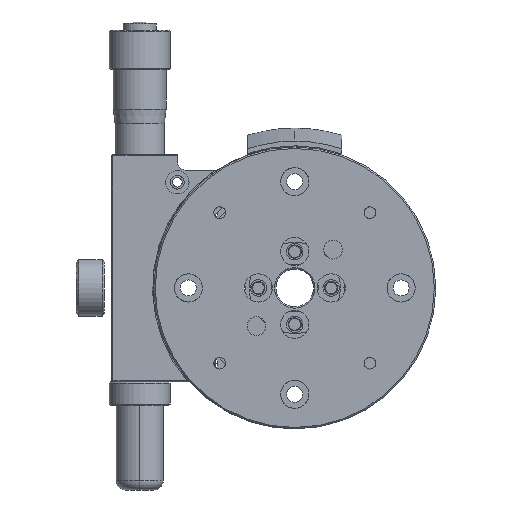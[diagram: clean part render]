
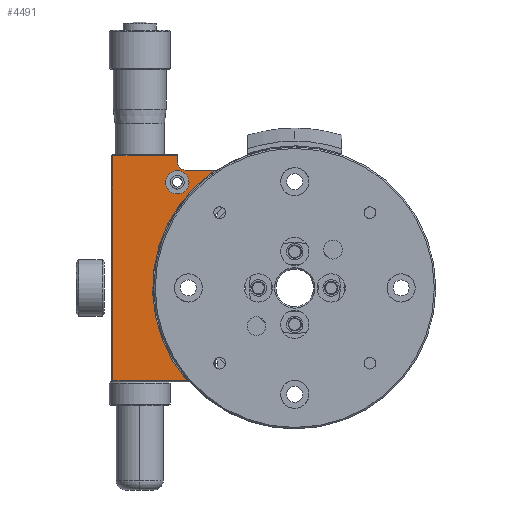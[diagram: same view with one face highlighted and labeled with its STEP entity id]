
A CAD part, front view. The second image highlights one B-rep face of the part: STEP entity #4491.
In plain terms, the highlighted planar face has unit normal (0, -1, 0).
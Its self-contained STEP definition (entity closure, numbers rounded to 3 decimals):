
#393 = EDGE_CURVE ( 'NONE', #2965, #10508, #7559, .T. ) ;
#467 = CIRCLE ( 'NONE', #3726, 2.5 ) ;
#468 = CARTESIAN_POINT ( 'NONE',  ( -40.203, -15.772, 70.3 ) ) ;
#546 = AXIS2_PLACEMENT_3D ( 'NONE', #2244, #9615, #9563 ) ;
#557 = VECTOR ( 'NONE', #701, 1000. ) ;
#701 = DIRECTION ( 'NONE',  ( 1., 0., 0. ) ) ;
#968 = EDGE_CURVE ( 'NONE', #2415, #5481, #3235, .T. ) ;
#974 = EDGE_CURVE ( 'NONE', #10508, #2965, #467, .T. ) ;
#984 = DIRECTION ( 'NONE',  ( 0., 1., 0. ) ) ;
#1013 = VECTOR ( 'NONE', #2061, 1000. ) ;
#1348 = DIRECTION ( 'NONE',  ( 0., 0., -1. ) ) ;
#1401 = CARTESIAN_POINT ( 'NONE',  ( -42.248, -15.772, 112.5 ) ) ;
#1532 = ORIENTED_EDGE ( 'NONE', *, *, #10685, .F. ) ;
#1589 = CARTESIAN_POINT ( 'NONE',  ( -42.248, -15.772, 118.1 ) ) ;
#1719 = VERTEX_POINT ( 'NONE', #1589 ) ;
#1759 = CARTESIAN_POINT ( 'NONE',  ( -17.248, -15.772, 90. ) ) ;
#2061 = DIRECTION ( 'NONE',  ( 0., 0., -1. ) ) ;
#2123 = LINE ( 'NONE', #3200, #10377 ) ;
#2244 = CARTESIAN_POINT ( 'NONE',  ( -40.248, -15.772, 117. ) ) ;
#2415 = VERTEX_POINT ( 'NONE', #7049 ) ;
#2424 = VERTEX_POINT ( 'NONE', #468 ) ;
#2486 = ORIENTED_EDGE ( 'NONE', *, *, #8535, .T. ) ;
#2607 = CARTESIAN_POINT ( 'NONE',  ( -17.248, -15.772, 118.1 ) ) ;
#2705 = CARTESIAN_POINT ( 'NONE',  ( -55.948, -15.772, 115. ) ) ;
#2716 = EDGE_LOOP ( 'NONE', ( #8351, #9203 ) ) ;
#2845 = DIRECTION ( 'NONE',  ( 0., 0., -1. ) ) ;
#2965 = VERTEX_POINT ( 'NONE', #9761 ) ;
#3200 = CARTESIAN_POINT ( 'NONE',  ( -42.248, -15.772, 90. ) ) ;
#3235 = CIRCLE ( 'NONE', #546, 2. ) ;
#3726 = AXIS2_PLACEMENT_3D ( 'NONE', #1401, #7975, #1348 ) ;
#3834 = EDGE_CURVE ( 'NONE', #6377, #2424, #5546, .T. ) ;
#3984 = EDGE_CURVE ( 'NONE', #1719, #5481, #2123, .T. ) ;
#4224 = VERTEX_POINT ( 'NONE', #10394 ) ;
#4397 = EDGE_CURVE ( 'NONE', #8894, #6377, #8426, .T. ) ;
#4477 = ORIENTED_EDGE ( 'NONE', *, *, #4397, .T. ) ;
#4491 = ADVANCED_FACE ( 'NONE', ( #5767, #11395 ), #4877, .F. ) ;
#4711 = CARTESIAN_POINT ( 'NONE',  ( -56.248, -15.772, 70.3 ) ) ;
#4835 = CARTESIAN_POINT ( 'NONE',  ( -42.248, -15.772, 117. ) ) ;
#4843 = AXIS2_PLACEMENT_3D ( 'NONE', #5935, #8591, #10498 ) ;
#4877 = PLANE ( 'NONE',  #4843 ) ;
#5423 = DIRECTION ( 'NONE',  ( 1., 0., 0. ) ) ;
#5481 = VERTEX_POINT ( 'NONE', #4835 ) ;
#5546 = LINE ( 'NONE', #4711, #11713 ) ;
#5767 = FACE_BOUND ( 'NONE', #2716, .T. ) ;
#5776 = DIRECTION ( 'NONE',  ( 0., 0., -1. ) ) ;
#5935 = CARTESIAN_POINT ( 'NONE',  ( -17.248, -15.772, 90. ) ) ;
#6136 = LINE ( 'NONE', #2607, #557 ) ;
#6377 = VERTEX_POINT ( 'NONE', #9858 ) ;
#6605 = ORIENTED_EDGE ( 'NONE', *, *, #968, .T. ) ;
#6844 = EDGE_CURVE ( 'NONE', #4224, #2415, #7904, .T. ) ;
#6852 = DIRECTION ( 'NONE',  ( 0., -1., 0. ) ) ;
#7049 = CARTESIAN_POINT ( 'NONE',  ( -40.248, -15.772, 115. ) ) ;
#7057 = CARTESIAN_POINT ( 'NONE',  ( -56.248, -15.772, 115. ) ) ;
#7192 = VECTOR ( 'NONE', #9874, 1000. ) ;
#7559 = CIRCLE ( 'NONE', #9067, 2.5 ) ;
#7770 = AXIS2_PLACEMENT_3D ( 'NONE', #1759, #984, #2845 ) ;
#7904 = LINE ( 'NONE', #7057, #7192 ) ;
#7975 = DIRECTION ( 'NONE',  ( 0., -1., 0. ) ) ;
#8259 = ORIENTED_EDGE ( 'NONE', *, *, #3834, .T. ) ;
#8288 = ORIENTED_EDGE ( 'NONE', *, *, #6844, .T. ) ;
#8351 = ORIENTED_EDGE ( 'NONE', *, *, #974, .F. ) ;
#8426 = LINE ( 'NONE', #2705, #1013 ) ;
#8535 = EDGE_CURVE ( 'NONE', #2424, #4224, #9866, .T. ) ;
#8547 = CARTESIAN_POINT ( 'NONE',  ( -42.248, -15.772, 112.5 ) ) ;
#8591 = DIRECTION ( 'NONE',  ( 0., 1., 0. ) ) ;
#8603 = DIRECTION ( 'NONE',  ( 0., 0., -1. ) ) ;
#8894 = VERTEX_POINT ( 'NONE', #9659 ) ;
#9067 = AXIS2_PLACEMENT_3D ( 'NONE', #8547, #6852, #8603 ) ;
#9203 = ORIENTED_EDGE ( 'NONE', *, *, #393, .F. ) ;
#9530 = CARTESIAN_POINT ( 'NONE',  ( -42.248, -15.772, 110. ) ) ;
#9563 = DIRECTION ( 'NONE',  ( 0., 0., -1. ) ) ;
#9615 = DIRECTION ( 'NONE',  ( 0., 1., 0. ) ) ;
#9659 = CARTESIAN_POINT ( 'NONE',  ( -55.948, -15.772, 118.1 ) ) ;
#9761 = CARTESIAN_POINT ( 'NONE',  ( -42.248, -15.772, 115. ) ) ;
#9858 = CARTESIAN_POINT ( 'NONE',  ( -55.948, -15.772, 70.3 ) ) ;
#9866 = CIRCLE ( 'NONE', #7770, 30.25 ) ;
#9874 = DIRECTION ( 'NONE',  ( -1., 0., 0. ) ) ;
#10377 = VECTOR ( 'NONE', #5776, 1000. ) ;
#10394 = CARTESIAN_POINT ( 'NONE',  ( -34.279, -15.772, 115. ) ) ;
#10498 = DIRECTION ( 'NONE',  ( 0., 0., 1. ) ) ;
#10508 = VERTEX_POINT ( 'NONE', #9530 ) ;
#10685 = EDGE_CURVE ( 'NONE', #8894, #1719, #6136, .T. ) ;
#10816 = EDGE_LOOP ( 'NONE', ( #2486, #8288, #6605, #11247, #1532, #4477, #8259 ) ) ;
#11247 = ORIENTED_EDGE ( 'NONE', *, *, #3984, .F. ) ;
#11395 = FACE_OUTER_BOUND ( 'NONE', #10816, .T. ) ;
#11713 = VECTOR ( 'NONE', #5423, 1000. ) ;
